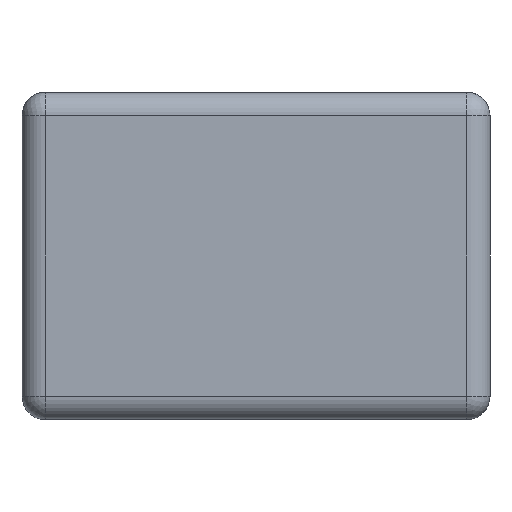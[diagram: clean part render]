
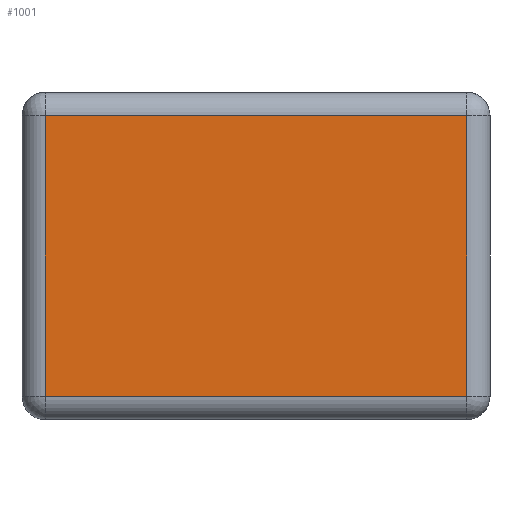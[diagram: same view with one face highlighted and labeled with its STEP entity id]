
A CAD part, left-side view. The second image highlights one B-rep face of the part: STEP entity #1001.
In plain terms, the highlighted planar face has unit normal (-1, 0, 0).
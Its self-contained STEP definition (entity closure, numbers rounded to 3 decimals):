
#24=PLANE('',#1096);
#67=LINE('',#1556,#163);
#70=LINE('',#1560,#166);
#78=LINE('',#1578,#174);
#80=LINE('',#1581,#176);
#163=VECTOR('',#1236,10.);
#166=VECTOR('',#1241,10.);
#174=VECTOR('',#1261,10.);
#176=VECTOR('',#1265,10.);
#297=FACE_OUTER_BOUND('',#365,.T.);
#365=EDGE_LOOP('',(#759,#760,#761,#762));
#455=VERTEX_POINT('',#1505);
#457=VERTEX_POINT('',#1510);
#459=VERTEX_POINT('',#1516);
#466=VERTEX_POINT('',#1531);
#562=EDGE_CURVE('',#459,#466,#67,.T.);
#565=EDGE_CURVE('',#466,#457,#70,.T.);
#575=EDGE_CURVE('',#455,#459,#78,.T.);
#577=EDGE_CURVE('',#457,#455,#80,.T.);
#759=ORIENTED_EDGE('',*,*,#562,.F.);
#760=ORIENTED_EDGE('',*,*,#575,.F.);
#761=ORIENTED_EDGE('',*,*,#577,.F.);
#762=ORIENTED_EDGE('',*,*,#565,.F.);
#1001=ADVANCED_FACE('',(#297),#24,.T.);
#1096=AXIS2_PLACEMENT_3D('',#1599,#1283,#1284);
#1236=DIRECTION('',(0.,0.,-1.));
#1241=DIRECTION('',(0.,1.,0.));
#1261=DIRECTION('',(0.,-1.,0.));
#1265=DIRECTION('',(0.,0.,1.));
#1283=DIRECTION('center_axis',(-1.,0.,0.));
#1284=DIRECTION('ref_axis',(0.,-1.,0.));
#1505=CARTESIAN_POINT('',(-0.5,0.225,0.325));
#1510=CARTESIAN_POINT('',(-0.5,0.225,0.025));
#1516=CARTESIAN_POINT('',(-0.5,-0.225,0.325));
#1531=CARTESIAN_POINT('',(-0.5,-0.225,0.025));
#1556=CARTESIAN_POINT('',(-0.5,-0.225,0.));
#1560=CARTESIAN_POINT('',(-0.5,0.125,0.025));
#1578=CARTESIAN_POINT('',(-0.5,0.125,0.325));
#1581=CARTESIAN_POINT('',(-0.5,0.225,0.));
#1599=CARTESIAN_POINT('Origin',(-0.5,0.25,0.));
